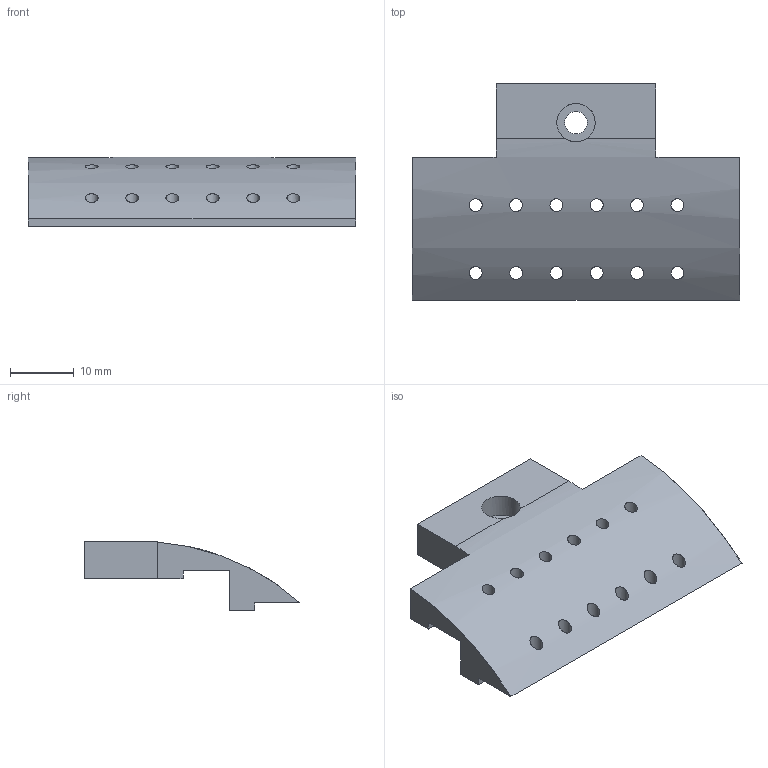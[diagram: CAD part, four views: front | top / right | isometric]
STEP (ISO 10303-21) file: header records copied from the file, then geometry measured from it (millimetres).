
FILE_DESCRIPTION(/* description */ (''),/* implementation_level */ '2;1');
FILE_NAME(/* name */ 'e2ec6ad1-f818-471b-982a-5333f1d29baf.stp',/* time_stamp */ '2019-03-12T20:03:08+01:00',/* author */ (''),/* organization */ (''),/* preprocessor_version */ 'ST-DEVELOPER v17.2',/* originating_system */ 'Autodesk Translation Framework v7.6.0.251',/* authorisation */ '');
FILE_SCHEMA (('AUTOMOTIVE_DESIGN { 1 0 10303 214 3 1 1 }'));
Length unit declared in the file: millimetre
Products named in the file (1): Mouth
Bounding box: 51.1 x 33.74 x 10.87 mm (x, y, z)
Volume: 6085.6 mm3; surface area: 4282.1 mm2
Topology: 1 solids, 1 shells, 41 faces, 121 edges, 86 vertices
Faces by surface type: plane 20, cylinder 19, sphere 2
Full cylindrical faces by diameter (mm): 1.5 x4, 2 x12, 3.5 x1, 6 x1
Entity records: 1861 total; most frequent: CARTESIAN_POINT 666, ORIENTED_EDGE 242, DIRECTION 219, EDGE_CURVE 121, VERTEX_POINT 86, AXIS2_PLACEMENT_3D 81, EDGE_LOOP 71, LINE 57
